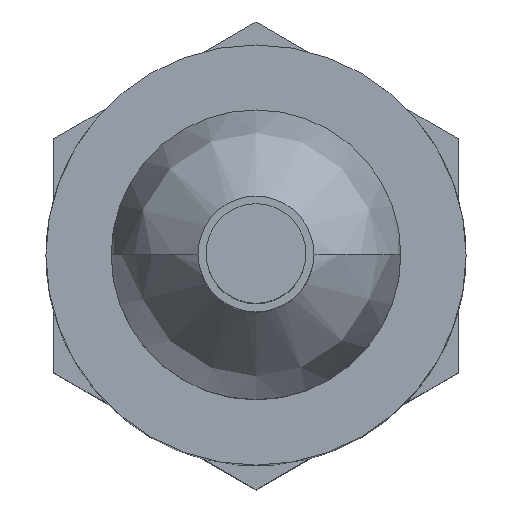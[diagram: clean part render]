
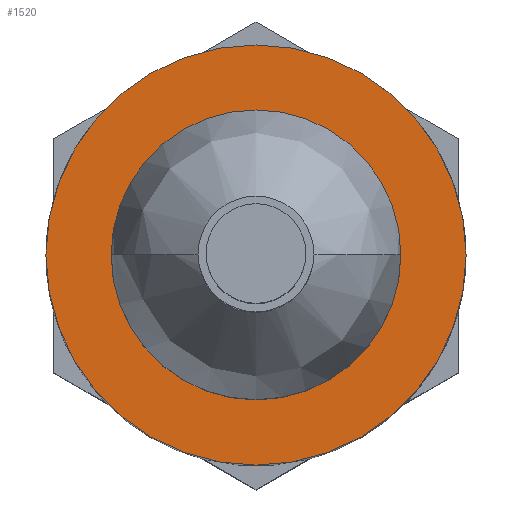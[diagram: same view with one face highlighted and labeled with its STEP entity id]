
A CAD part, top view. The second image highlights one B-rep face of the part: STEP entity #1520.
In plain terms, the highlighted planar face has unit normal (0, 0, 1).
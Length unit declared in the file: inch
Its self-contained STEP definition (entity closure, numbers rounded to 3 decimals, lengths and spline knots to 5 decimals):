
#146=CARTESIAN_POINT('',(-0.32677,0.,0.4329));
#147=VERTEX_POINT('',#146);
#156=CARTESIAN_POINT('',(0.32677,0.,0.4329));
#157=VERTEX_POINT('',#156);
#158=CARTESIAN_POINT('',(0.,0.,0.4329));
#159=DIRECTION('',(0.0,0.0,1.0));
#160=DIRECTION('',(-1.0,0.0,0.0));
#161=AXIS2_PLACEMENT_3D('',#158,#159,#160);
#162=CIRCLE('',#161,0.32677);
#163=EDGE_CURVE('',#157,#147,#162,.T.);
#507=CARTESIAN_POINT('',(-0.2253,0.0,0.4329));
#508=VERTEX_POINT('',#507);
#517=CARTESIAN_POINT('',(0.2253,0.,0.4329));
#518=VERTEX_POINT('',#517);
#519=CARTESIAN_POINT('',(0.0,0.0,0.4329));
#520=DIRECTION('',(0.0,0.0,-1.0));
#521=DIRECTION('',(-1.0,0.0,0.0));
#522=AXIS2_PLACEMENT_3D('',#519,#520,#521);
#523=CIRCLE('',#522,0.2253);
#524=EDGE_CURVE('',#518,#508,#523,.T.);
#810=CARTESIAN_POINT('',(0.0,0.0,0.4329));
#811=DIRECTION('',(0.0,0.0,-1.0));
#812=DIRECTION('',(-1.0,0.0,0.0));
#813=AXIS2_PLACEMENT_3D('',#810,#811,#812);
#814=CIRCLE('',#813,0.2253);
#815=EDGE_CURVE('',#508,#518,#814,.T.);
#1497=CARTESIAN_POINT('',(0.,0.,0.4329));
#1498=DIRECTION('',(0.0,0.0,1.0));
#1499=DIRECTION('',(-1.0,0.0,0.0));
#1500=AXIS2_PLACEMENT_3D('',#1497,#1498,#1499);
#1501=CIRCLE('',#1500,0.32677);
#1502=EDGE_CURVE('',#147,#157,#1501,.T.);
#1507=CARTESIAN_POINT('',(-0.22714,0.,0.4329));
#1508=DIRECTION('',(0.0,0.0,1.0));
#1509=DIRECTION('',(1.0,0.0,0.0));
#1510=AXIS2_PLACEMENT_3D('',#1507,#1508,#1509);
#1511=PLANE('',#1510);
#1512=ORIENTED_EDGE('',*,*,#1502,.T.);
#1513=ORIENTED_EDGE('',*,*,#163,.T.);
#1514=EDGE_LOOP('',(#1512,#1513));
#1515=FACE_OUTER_BOUND('',#1514,.T.);
#1516=ORIENTED_EDGE('',*,*,#815,.T.);
#1517=ORIENTED_EDGE('',*,*,#524,.T.);
#1518=EDGE_LOOP('',(#1516,#1517));
#1519=FACE_BOUND('',#1518,.T.);
#1520=ADVANCED_FACE('',(#1515,#1519),#1511,.T.);
